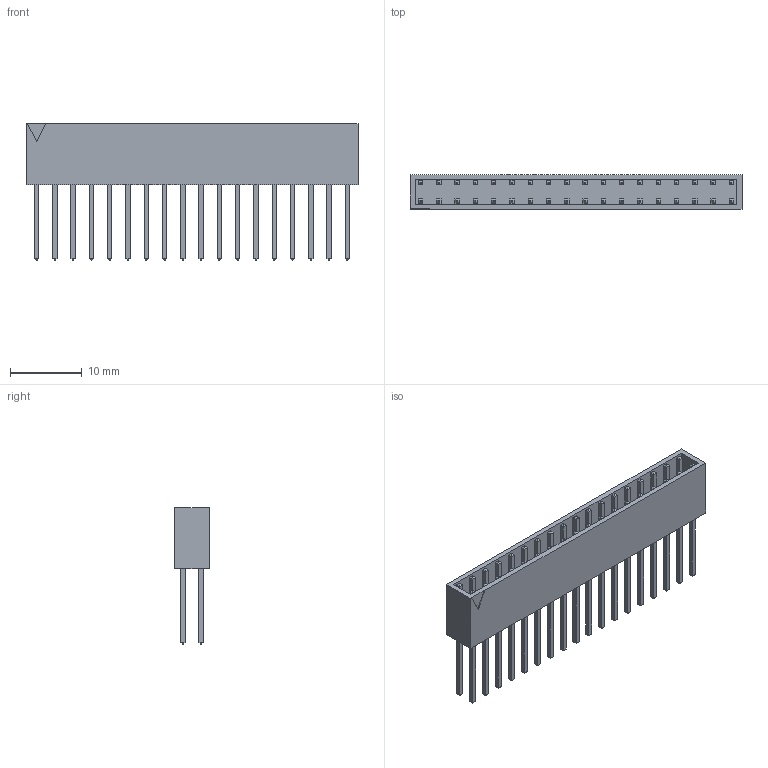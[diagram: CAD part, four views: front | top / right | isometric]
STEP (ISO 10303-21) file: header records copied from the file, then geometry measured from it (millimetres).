
FILE_DESCRIPTION(('FreeCAD Model'),'2;1');
FILE_NAME('270674.1.1.stp','2020-04-08T06:11:06',( 'Author'),(''),'Open CASCADE STEP processor 6.9','FreeCAD','Unknown' );
FILE_SCHEMA(('AUTOMOTIVE_DESIGN { 1 0 10303 214 1 1 1 1 }'));
Length unit declared in the file: millimetre
Products named in the file (3): ASSEMBLY; Body; LeadsArray
Assembly tree (2 placements, depth 2):
  ASSEMBLY
    Body
    LeadsArray
Bounding box: 46.12 x 4.8 x 19 mm (x, y, z)
Volume: 1294.5 mm3; surface area: 3475.9 mm2
Topology: 37 solids, 37 shells, 518 faces, 1041 edges, 598 vertices
Faces by surface type: plane 518
Entity records: 26625 total; most frequent: CARTESIAN_POINT 4242, DIRECTION 4165, LINE 3123, VECTOR 3123, ORIENTED_EDGE 2082, PCURVE 2082, DEFINITIONAL_REPRESENTATION 2082, EDGE_CURVE 1041
